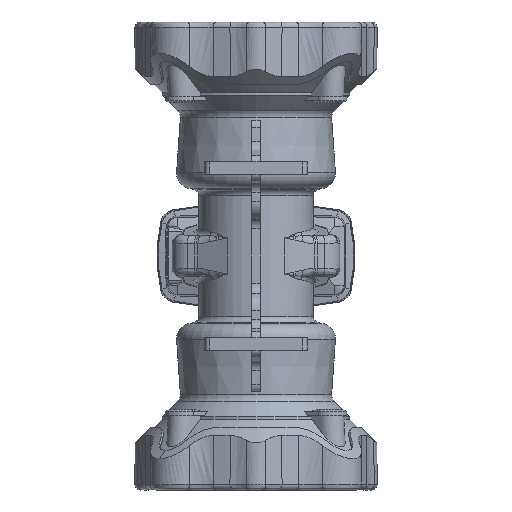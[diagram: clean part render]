
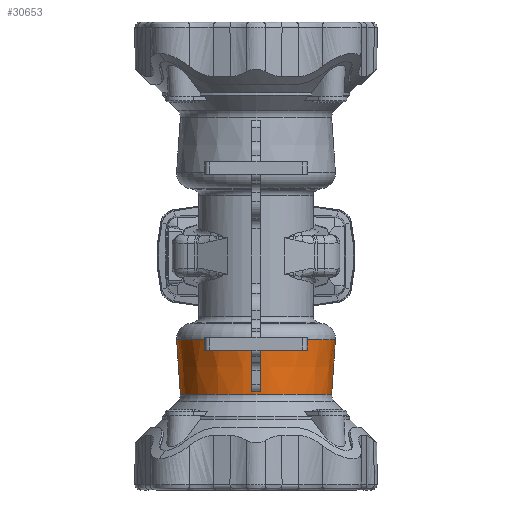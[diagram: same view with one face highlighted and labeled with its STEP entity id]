
A CAD part, front view. The second image highlights one B-rep face of the part: STEP entity #30653.
In plain terms, the highlighted conical face has half-angle 4 degrees and reference radius 77.648 mm.
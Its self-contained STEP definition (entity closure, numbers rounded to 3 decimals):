
#172 = VERTEX_POINT ( 'NONE', #7481 ) ;
#344 = VERTEX_POINT ( 'NONE', #7606 ) ;
#2108 = FACE_OUTER_BOUND ( 'NONE', #35226, .T. ) ;
#2112 = CONICAL_SURFACE ( 'NONE', #51835, 77.648, 0.07 ) ;
#4375 = CARTESIAN_POINT ( 'NONE',  ( -77.648, 0., -82.009 ) ) ;
#4379 = CARTESIAN_POINT ( 'NONE',  ( -4., -73.984, -132.861 ) ) ;
#4380 = CARTESIAN_POINT ( 'NONE',  ( 4., -73.984, -132.861 ) ) ;
#4381 = CARTESIAN_POINT ( 'NONE',  ( 4., -76.845, -92. ) ) ;
#4382 = CARTESIAN_POINT ( 'NONE',  ( -10., -77.001, -82.009 ) ) ;
#4383 = CARTESIAN_POINT ( 'NONE',  ( -10., -76.297, -92. ) ) ;
#4390 = CARTESIAN_POINT ( 'NONE',  ( -4., -76.845, -92. ) ) ;
#4400 = CARTESIAN_POINT ( 'NONE',  ( 10., -76.297, -92. ) ) ;
#4443 = CARTESIAN_POINT ( 'NONE',  ( 77.648, 0., -82.009 ) ) ;
#4461 = CARTESIAN_POINT ( 'NONE',  ( 10., -77.001, -82.009 ) ) ;
#7481 = CARTESIAN_POINT ( 'NONE',  ( -73.932, 0., -135.153 ) ) ;
#7548 = CARTESIAN_POINT ( 'NONE',  ( 0., 0., -82.009 ) ) ;
#7550 = DIRECTION ( 'NONE',  ( 0., 0., 1. ) ) ;
#7552 = DIRECTION ( 'NONE',  ( 1., 0., 0. ) ) ;
#7606 = CARTESIAN_POINT ( 'NONE',  ( 73.932, 0., -135.153 ) ) ;
#8005 = CARTESIAN_POINT ( 'NONE',  ( 10., -76.971, -82.443 ) ) ;
#8015 = DIRECTION ( 'NONE',  ( 0.07, 0., 0.998 ) ) ;
#8021 = CARTESIAN_POINT ( 'NONE',  ( 77.648, 0., -82.009 ) ) ;
#8025 = CARTESIAN_POINT ( 'NONE',  ( 10., -77.001, -82.009 ) ) ;
#8026 = CARTESIAN_POINT ( 'NONE',  ( 4., -73.984, -132.861 ) ) ;
#8027 = CARTESIAN_POINT ( 'NONE',  ( 10., -76.94, -82.876 ) ) ;
#8028 = CARTESIAN_POINT ( 'NONE',  ( 10., -76.91, -83.31 ) ) ;
#8029 = CARTESIAN_POINT ( 'NONE',  ( 10., -76.705, -86.207 ) ) ;
#8030 = CARTESIAN_POINT ( 'NONE',  ( 10., -76.501, -89.103 ) ) ;
#8031 = CARTESIAN_POINT ( 'NONE',  ( 10., -76.297, -92. ) ) ;
#8032 = CARTESIAN_POINT ( 'NONE',  ( 4., -76.845, -92. ) ) ;
#8033 = CARTESIAN_POINT ( 'NONE',  ( 4., -75.892, -105.62 ) ) ;
#8034 = CARTESIAN_POINT ( 'NONE',  ( 0., 0., -92. ) ) ;
#8035 = DIRECTION ( 'NONE',  ( 0., 0., -1. ) ) ;
#8036 = DIRECTION ( 'NONE',  ( 1., 0., 0. ) ) ;
#8037 = CARTESIAN_POINT ( 'NONE',  ( 2.669, -74.06, -132.798 ) ) ;
#8038 = CARTESIAN_POINT ( 'NONE',  ( 4., -74.938, -119.241 ) ) ;
#8039 = CARTESIAN_POINT ( 'NONE',  ( 4., -73.984, -132.861 ) ) ;
#8040 = CARTESIAN_POINT ( 'NONE',  ( -4., -75.892, -105.62 ) ) ;
#8041 = CARTESIAN_POINT ( 'NONE',  ( -4., -76.845, -92. ) ) ;
#8042 = CARTESIAN_POINT ( 'NONE',  ( 1.335, -74.099, -132.765 ) ) ;
#8043 = CARTESIAN_POINT ( 'NONE',  ( -1.335, -74.099, -132.765 ) ) ;
#8044 = CARTESIAN_POINT ( 'NONE',  ( -2.669, -74.06, -132.798 ) ) ;
#8045 = CARTESIAN_POINT ( 'NONE',  ( -4., -73.984, -132.861 ) ) ;
#8046 = CARTESIAN_POINT ( 'NONE',  ( -77.648, 0., -82.009 ) ) ;
#8047 = CARTESIAN_POINT ( 'NONE',  ( -4., -74.938, -119.241 ) ) ;
#8048 = CARTESIAN_POINT ( 'NONE',  ( -4., -73.984, -132.861 ) ) ;
#8049 = CARTESIAN_POINT ( 'NONE',  ( -10., -77.001, -82.009 ) ) ;
#8050 = CARTESIAN_POINT ( 'NONE',  ( -10., -76.971, -82.443 ) ) ;
#8051 = CARTESIAN_POINT ( 'NONE',  ( 0., 0., -92. ) ) ;
#8052 = DIRECTION ( 'NONE',  ( 0., 0., 1. ) ) ;
#8053 = DIRECTION ( 'NONE',  ( -1., 0., 0. ) ) ;
#8054 = DIRECTION ( 'NONE',  ( -0.07, 0., 0.998 ) ) ;
#8055 = CARTESIAN_POINT ( 'NONE',  ( -10., -76.94, -82.876 ) ) ;
#8056 = CARTESIAN_POINT ( 'NONE',  ( -10., -76.91, -83.31 ) ) ;
#8057 = CARTESIAN_POINT ( 'NONE',  ( -10., -76.705, -86.207 ) ) ;
#8058 = CARTESIAN_POINT ( 'NONE',  ( -10., -76.501, -89.103 ) ) ;
#8059 = CARTESIAN_POINT ( 'NONE',  ( -10., -76.297, -92. ) ) ;
#8062 = CARTESIAN_POINT ( 'NONE',  ( 0., 0., -82.009 ) ) ;
#8063 = DIRECTION ( 'NONE',  ( 0., 0., -1. ) ) ;
#8064 = DIRECTION ( 'NONE',  ( -1., 0., 0. ) ) ;
#9002 = CIRCLE ( 'NONE', #12025, 73.932 ) ;
#10594 = CARTESIAN_POINT ( 'NONE',  ( 0., 0., -135.153 ) ) ;
#10596 = DIRECTION ( 'NONE',  ( 0., 0., -1. ) ) ;
#10597 = DIRECTION ( 'NONE',  ( -1., 0., 0. ) ) ;
#12025 = AXIS2_PLACEMENT_3D ( 'NONE', #10594, #10596, #10597 ) ;
#21115 = VERTEX_POINT ( 'NONE', #4375 ) ;
#21123 = VERTEX_POINT ( 'NONE', #4379 ) ;
#21127 = VERTEX_POINT ( 'NONE', #4380 ) ;
#21129 = VERTEX_POINT ( 'NONE', #4381 ) ;
#21131 = VERTEX_POINT ( 'NONE', #4382 ) ;
#21134 = VERTEX_POINT ( 'NONE', #4383 ) ;
#21154 = VERTEX_POINT ( 'NONE', #4390 ) ;
#21182 = VERTEX_POINT ( 'NONE', #4400 ) ;
#21318 = VERTEX_POINT ( 'NONE', #4443 ) ;
#21374 = VERTEX_POINT ( 'NONE', #4461 ) ;
#29708 = ORIENTED_EDGE ( 'NONE', *, *, #32736, .F. ) ;
#29709 = ORIENTED_EDGE ( 'NONE', *, *, #31856, .T. ) ;
#29710 = ORIENTED_EDGE ( 'NONE', *, *, #31711, .F. ) ;
#29711 = ORIENTED_EDGE ( 'NONE', *, *, #31859, .T. ) ;
#29712 = ORIENTED_EDGE ( 'NONE', *, *, #31861, .T. ) ;
#29713 = ORIENTED_EDGE ( 'NONE', *, *, #31863, .T. ) ;
#29714 = ORIENTED_EDGE ( 'NONE', *, *, #31866, .T. ) ;
#29715 = ORIENTED_EDGE ( 'NONE', *, *, #31868, .F. ) ;
#29716 = ORIENTED_EDGE ( 'NONE', *, *, #31869, .F. ) ;
#29717 = ORIENTED_EDGE ( 'NONE', *, *, #31870, .F. ) ;
#29718 = ORIENTED_EDGE ( 'NONE', *, *, #31871, .T. ) ;
#29719 = ORIENTED_EDGE ( 'NONE', *, *, #31873, .F. ) ;
#30653 = ADVANCED_FACE ( 'NONE', ( #2108 ), #2112, .T. ) ;
#31711 = EDGE_CURVE ( 'NONE', #21374, #21318, #43432, .T. ) ;
#31856 = EDGE_CURVE ( 'NONE', #344, #21318, #43507, .T. ) ;
#31859 = EDGE_CURVE ( 'NONE', #21374, #21182, #36947, .T. ) ;
#31861 = EDGE_CURVE ( 'NONE', #21182, #21129, #43513, .T. ) ;
#31863 = EDGE_CURVE ( 'NONE', #21129, #21127, #36948, .T. ) ;
#31866 = EDGE_CURVE ( 'NONE', #21127, #21123, #36949, .T. ) ;
#31868 = EDGE_CURVE ( 'NONE', #21154, #21123, #36950, .T. ) ;
#31869 = EDGE_CURVE ( 'NONE', #21134, #21154, #43514, .T. ) ;
#31870 = EDGE_CURVE ( 'NONE', #21131, #21134, #36951, .T. ) ;
#31871 = EDGE_CURVE ( 'NONE', #21131, #21115, #43515, .T. ) ;
#31873 = EDGE_CURVE ( 'NONE', #172, #21115, #43510, .T. ) ;
#32736 = EDGE_CURVE ( 'NONE', #344, #172, #9002, .T. ) ;
#35226 = EDGE_LOOP ( 'NONE', ( #29708, #29709, #29710, #29711, #29712, #29713, #29714, #29715, #29716, #29717, #29718, #29719 ) ) ;
#36947 = B_SPLINE_CURVE_WITH_KNOTS ( 'NONE', 3,
 ( #8025, #8005, #8027, #8028, #8029, #8030, #8031 ),
 .UNSPECIFIED., .F., .F.,
 ( 4, 3, 4 ),
 ( 0.028, 0.029, 0.038 ),
 .UNSPECIFIED. ) ;
#36948 = B_SPLINE_CURVE_WITH_KNOTS ( 'NONE', 3,
 ( #8032, #8033, #8038, #8039 ),
 .UNSPECIFIED., .F., .F.,
 ( 4, 4 ),
 ( 0.13, 0.171 ),
 .UNSPECIFIED. ) ;
#36949 = B_SPLINE_CURVE_WITH_KNOTS ( 'NONE', 3,
 ( #8026, #8037, #8042, #8043, #8044, #8045 ),
 .UNSPECIFIED., .F., .F.,
 ( 4, 2, 4 ),
 ( -0.004, 0., 0.004 ),
 .UNSPECIFIED. ) ;
#36950 = B_SPLINE_CURVE_WITH_KNOTS ( 'NONE', 3,
 ( #8041, #8040, #8047, #8048 ),
 .UNSPECIFIED., .F., .F.,
 ( 4, 4 ),
 ( 0.13, 0.171 ),
 .UNSPECIFIED. ) ;
#36951 = B_SPLINE_CURVE_WITH_KNOTS ( 'NONE', 3,
 ( #8049, #8050, #8055, #8056, #8057, #8058, #8059 ),
 .UNSPECIFIED., .F., .F.,
 ( 4, 3, 4 ),
 ( 0.028, 0.029, 0.038 ),
 .UNSPECIFIED. ) ;
#38059 = DIRECTION ( 'NONE',  ( -1., 0., 0. ) ) ;
#38060 = DIRECTION ( 'NONE',  ( 0., 0., 1. ) ) ;
#38063 = CARTESIAN_POINT ( 'NONE',  ( 0., 0., -82.009 ) ) ;
#43432 = CIRCLE ( 'NONE', #43880, 77.648 ) ;
#43507 = LINE ( 'NONE', #8021, #43512 ) ;
#43510 = LINE ( 'NONE', #8046, #43517 ) ;
#43512 = VECTOR ( 'NONE', #8015, 1000. ) ;
#43513 = CIRCLE ( 'NONE', #43925, 76.949 ) ;
#43514 = CIRCLE ( 'NONE', #43926, 76.949 ) ;
#43515 = CIRCLE ( 'NONE', #43927, 77.648 ) ;
#43517 = VECTOR ( 'NONE', #8054, 1000. ) ;
#43880 = AXIS2_PLACEMENT_3D ( 'NONE', #7548, #7550, #7552 ) ;
#43925 = AXIS2_PLACEMENT_3D ( 'NONE', #8034, #8035, #8036 ) ;
#43926 = AXIS2_PLACEMENT_3D ( 'NONE', #8051, #8052, #8053 ) ;
#43927 = AXIS2_PLACEMENT_3D ( 'NONE', #8062, #8063, #8064 ) ;
#51835 = AXIS2_PLACEMENT_3D ( 'NONE', #38063, #38060, #38059 ) ;
